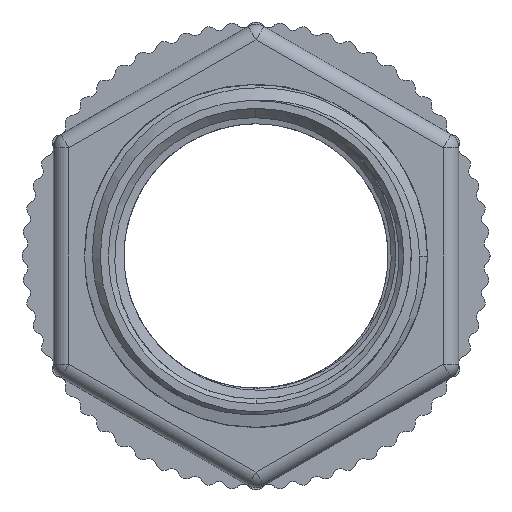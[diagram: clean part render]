
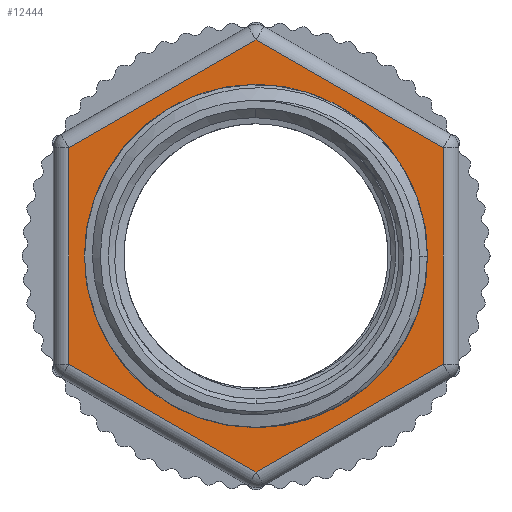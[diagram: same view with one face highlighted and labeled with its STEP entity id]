
A CAD part, front view. The second image highlights one B-rep face of the part: STEP entity #12444.
In plain terms, the highlighted planar face has unit normal (0, -1, 0).
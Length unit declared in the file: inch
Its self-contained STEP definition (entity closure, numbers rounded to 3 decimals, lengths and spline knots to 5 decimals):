
#2180=DIRECTION('',(0.,0.,1.));
#2181=VECTOR('',#2180,0.54509);
#2182=CARTESIAN_POINT('',(0.47206,-0.59449,
-0.27255));
#2183=LINE('',#2182,#2181);
#2184=DIRECTION('',(0.866,0.,0.5));
#2185=VECTOR('',#2184,0.54509);
#2186=CARTESIAN_POINT('',(0.,-0.59449,-0.54509));
#2187=LINE('',#2186,#2185);
#2188=DIRECTION('',(0.866,0.,-0.5));
#2189=VECTOR('',#2188,0.54509);
#2190=CARTESIAN_POINT('',(-0.47206,-0.59449,
-0.27255));
#2191=LINE('',#2190,#2189);
#2192=DIRECTION('',(0.,0.,-1.));
#2193=VECTOR('',#2192,0.54509);
#2194=CARTESIAN_POINT('',(-0.47206,-0.59449,
0.27255));
#2195=LINE('',#2194,#2193);
#2196=DIRECTION('',(-0.866,0.,-0.5));
#2197=VECTOR('',#2196,0.54509);
#2198=CARTESIAN_POINT('',(0.,-0.59449,0.54509));
#2199=LINE('',#2198,#2197);
#2200=DIRECTION('',(-0.866,0.,0.5));
#2201=VECTOR('',#2200,0.54509);
#2202=CARTESIAN_POINT('',(0.47206,-0.59449,
0.27255));
#2203=LINE('',#2202,#2201);
#2204=CARTESIAN_POINT('',(0.,-0.59449,0.));
#2205=DIRECTION('',(0.,-1.,0.));
#2206=DIRECTION('',(1.,0.,0.));
#2207=AXIS2_PLACEMENT_3D('',#2204,#2205,#2206);
#2209=CARTESIAN_POINT('',(0.,-0.59449,0.));
#2210=DIRECTION('',(0.,-1.,0.));
#2211=DIRECTION('',(-1.,0.,0.));
#2212=AXIS2_PLACEMENT_3D('',#2209,#2210,#2211);
#8366=CARTESIAN_POINT('',(0.43307,-0.59449,0.));
#8367=CARTESIAN_POINT('',(-0.43307,-0.59449,0.));
#8368=VERTEX_POINT('',#8366);
#8369=VERTEX_POINT('',#8367);
#8914=CARTESIAN_POINT('',(0.47206,-0.59449,
-0.27255));
#8915=CARTESIAN_POINT('',(0.47206,-0.59449,
0.27255));
#8916=VERTEX_POINT('',#8914);
#8917=VERTEX_POINT('',#8915);
#8922=CARTESIAN_POINT('',(0.,-0.59449,0.54509));
#8923=VERTEX_POINT('',#8922);
#8928=CARTESIAN_POINT('',(-0.47206,-0.59449,
0.27255));
#8929=VERTEX_POINT('',#8928);
#8934=CARTESIAN_POINT('',(-0.47206,-0.59449,
-0.27255));
#8935=VERTEX_POINT('',#8934);
#8940=CARTESIAN_POINT('',(0.,-0.59449,-0.54509));
#8941=VERTEX_POINT('',#8940);
#12420=CARTESIAN_POINT('',(0.,-0.59449,0.));
#12421=DIRECTION('',(0.,1.,0.));
#12422=DIRECTION('',(1.,0.,0.));
#12423=AXIS2_PLACEMENT_3D('',#12420,#12421,#12422);
#12424=PLANE('',#12423);
#12426=ORIENTED_EDGE('',*,*,#12425,.F.);
#12427=ORIENTED_EDGE('',*,*,#12410,.F.);
#12429=ORIENTED_EDGE('',*,*,#12428,.F.);
#12431=ORIENTED_EDGE('',*,*,#12430,.F.);
#12433=ORIENTED_EDGE('',*,*,#12432,.F.);
#12435=ORIENTED_EDGE('',*,*,#12434,.F.);
#12436=EDGE_LOOP('',(#12426,#12427,#12429,#12431,#12433,#12435));
#12437=FACE_OUTER_BOUND('',#12436,.F.);
#12439=ORIENTED_EDGE('',*,*,#12438,.T.);
#12441=ORIENTED_EDGE('',*,*,#12440,.T.);
#12442=EDGE_LOOP('',(#12439,#12441));
#12443=FACE_BOUND('',#12442,.F.);
#12444=ADVANCED_FACE('',(#12437,#12443),#12424,.F.);
#2208=CIRCLE('',#2207,0.43307);
#2213=CIRCLE('',#2212,0.43307);
#12410=EDGE_CURVE('',#8941,#8916,#2187,.T.);
#12425=EDGE_CURVE('',#8916,#8917,#2183,.T.);
#12428=EDGE_CURVE('',#8935,#8941,#2191,.T.);
#12430=EDGE_CURVE('',#8929,#8935,#2195,.T.);
#12432=EDGE_CURVE('',#8923,#8929,#2199,.T.);
#12434=EDGE_CURVE('',#8917,#8923,#2203,.T.);
#12438=EDGE_CURVE('',#8368,#8369,#2208,.T.);
#12440=EDGE_CURVE('',#8369,#8368,#2213,.T.);
